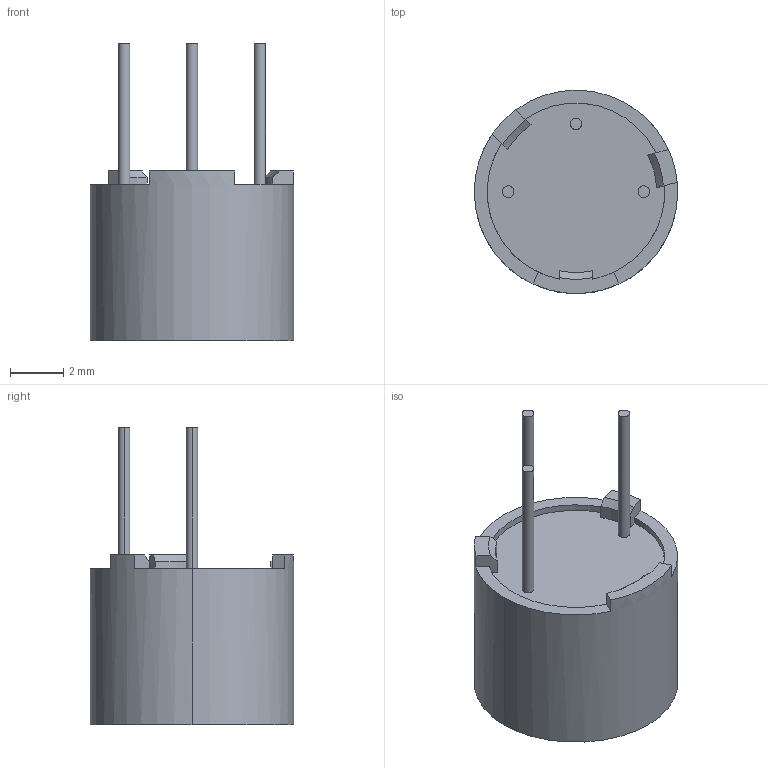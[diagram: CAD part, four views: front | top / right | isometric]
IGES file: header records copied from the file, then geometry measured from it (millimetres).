
Start section:  PTC IGES file: 3339P.igs
Global section: file name: 3339P.igs; native system: Creo Parametric by Parametric Technology Corporation; preprocessor: 2012230; author: MaxM; organization: Unknown; date: 20130802.140938; units: inch
Bounding box: 7.62 x 7.62 x 11.13 mm (x, y, z)
Surface area: 300.7 mm2 (no closed solid volume)
Topology: 0 solids, 0 shells, 505 faces, 2882 edges, 2882 vertices
Faces by surface type: bspline 480, revolution 25
